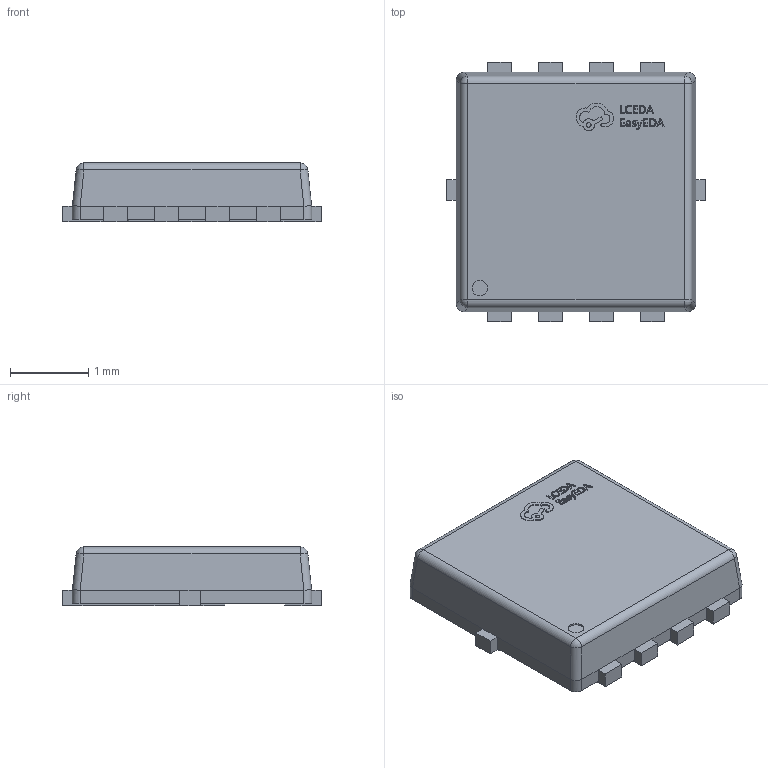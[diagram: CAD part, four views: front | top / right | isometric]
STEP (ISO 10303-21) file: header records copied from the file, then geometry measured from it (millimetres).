
FILE_DESCRIPTION (( 'STEP AP214' ), '1' );
FILE_NAME ('WDFN-5_L3.3-W3.3-P0.65-BL.step', '2022-06-30T14:08:56', ( '' ), ( '' ), 'SwSTEP 2.0', 'SolidWorks 2020', '' );
FILE_SCHEMA (( 'AUTOMOTIVE_DESIGN' ));
Length unit declared in the file: millimetre
Products named in the file (1): WDFN-5_L3.3-W3.3-P0.65-BL
Bounding box: 3.3 x 3.3 x 0.76 mm (x, y, z)
Volume: 6.7 mm3; surface area: 28 mm2
Topology: 1 solids, 1 shells, 392 faces, 1057 edges, 694 vertices
Faces by surface type: plane 262, bspline 112, cylinder 14, sphere 4
Entity records: 17036 total; most frequent: CARTESIAN_POINT 4284, ORIENTED_EDGE 2114, DIRECTION 1399, EDGE_CURVE 1057, VECTOR 797, LINE 797, VERTEX_POINT 694, EDGE_LOOP 419
